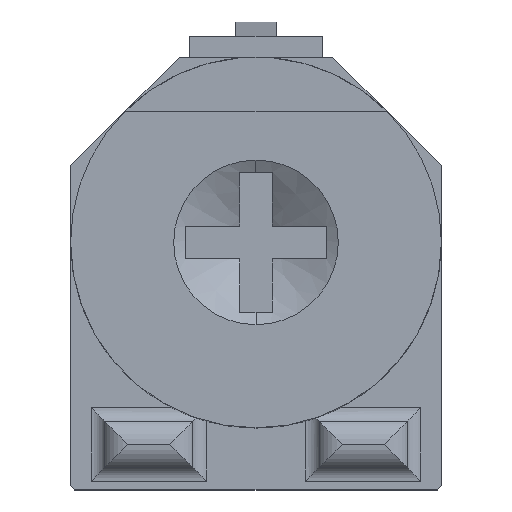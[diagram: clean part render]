
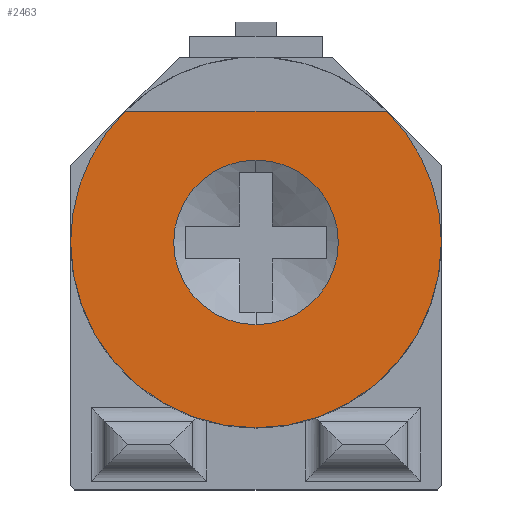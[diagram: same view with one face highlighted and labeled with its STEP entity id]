
A CAD part, top view. The second image highlights one B-rep face of the part: STEP entity #2463.
In plain terms, the highlighted planar face has unit normal (0, 0, 1).
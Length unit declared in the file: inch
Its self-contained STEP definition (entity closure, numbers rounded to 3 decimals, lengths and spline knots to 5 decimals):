
#38=DIRECTION('',(1.,0.,0.));
#39=VECTOR('',#38,0.25032);
#40=CARTESIAN_POINT('',(-0.12516,0.12516,0.138));
#41=LINE('',#40,#39);
#42=CARTESIAN_POINT('',(0.,0.,0.138));
#43=DIRECTION('',(0.,0.,1.));
#44=DIRECTION('',(1.,0.,0.));
#45=AXIS2_PLACEMENT_3D('',#42,#43,#44);
#47=CARTESIAN_POINT('',(0.,0.,0.138));
#48=DIRECTION('',(0.,0.,1.));
#49=DIRECTION('',(-1.,0.,0.));
#50=AXIS2_PLACEMENT_3D('',#47,#48,#49);
#52=CARTESIAN_POINT('',(0.,0.,0.138));
#53=DIRECTION('',(0.,0.,1.));
#54=DIRECTION('',(-0.707,0.707,0.));
#55=AXIS2_PLACEMENT_3D('',#52,#53,#54);
#57=CARTESIAN_POINT('',(0.,0.,0.138));
#58=DIRECTION('',(0.,0.,1.));
#59=DIRECTION('',(0.,1.,0.));
#60=AXIS2_PLACEMENT_3D('',#57,#58,#59);
#62=CARTESIAN_POINT('',(0.,0.,0.138));
#63=DIRECTION('',(0.,0.,1.));
#64=DIRECTION('',(0.,-1.,0.));
#65=AXIS2_PLACEMENT_3D('',#62,#63,#64);
#1906=CARTESIAN_POINT('',(-0.177,0.,0.138));
#1907=CARTESIAN_POINT('',(0.177,0.,0.138));
#1908=VERTEX_POINT('',#1906);
#1909=VERTEX_POINT('',#1907);
#1940=CARTESIAN_POINT('',(0.12516,0.12516,0.138));
#1941=VERTEX_POINT('',#1940);
#1942=CARTESIAN_POINT('',(-0.12516,0.12516,0.138));
#1943=VERTEX_POINT('',#1942);
#2302=CARTESIAN_POINT('',(0.,0.07855,0.138));
#2303=VERTEX_POINT('',#2302);
#2304=CARTESIAN_POINT('',(0.,-0.07855,0.138));
#2305=VERTEX_POINT('',#2304);
#2445=CARTESIAN_POINT('',(0.,0.,0.138));
#2446=DIRECTION('',(0.,0.,1.));
#2447=DIRECTION('',(1.,0.,0.));
#2448=AXIS2_PLACEMENT_3D('',#2445,#2446,#2447);
#2449=PLANE('',#2448);
#2450=ORIENTED_EDGE('',*,*,#2438,.T.);
#2451=ORIENTED_EDGE('',*,*,#2414,.F.);
#2453=ORIENTED_EDGE('',*,*,#2452,.F.);
#2454=ORIENTED_EDGE('',*,*,#2400,.F.);
#2455=EDGE_LOOP('',(#2450,#2451,#2453,#2454));
#2456=FACE_OUTER_BOUND('',#2455,.F.);
#2458=ORIENTED_EDGE('',*,*,#2457,.T.);
#2460=ORIENTED_EDGE('',*,*,#2459,.T.);
#2461=EDGE_LOOP('',(#2458,#2460));
#2462=FACE_BOUND('',#2461,.F.);
#2463=ADVANCED_FACE('',(#2456,#2462),#2449,.T.);
#46=CIRCLE('',#45,0.177);
#51=CIRCLE('',#50,0.177);
#56=CIRCLE('',#55,0.177);
#61=CIRCLE('',#60,0.07855);
#66=CIRCLE('',#65,0.07855);
#2400=EDGE_CURVE('',#1943,#1908,#56,.T.);
#2414=EDGE_CURVE('',#1909,#1941,#46,.T.);
#2438=EDGE_CURVE('',#1943,#1941,#41,.T.);
#2452=EDGE_CURVE('',#1908,#1909,#51,.T.);
#2457=EDGE_CURVE('',#2303,#2305,#61,.T.);
#2459=EDGE_CURVE('',#2305,#2303,#66,.T.);
